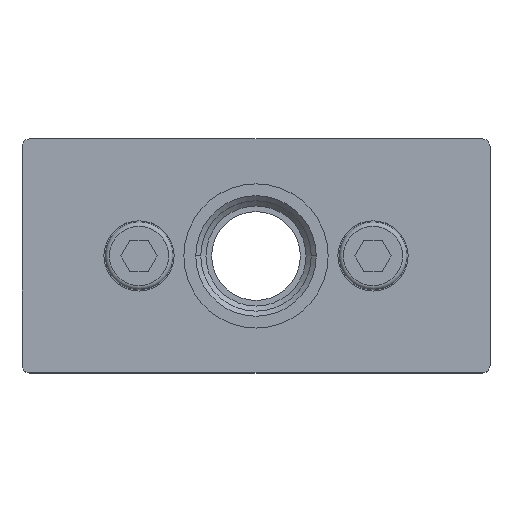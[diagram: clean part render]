
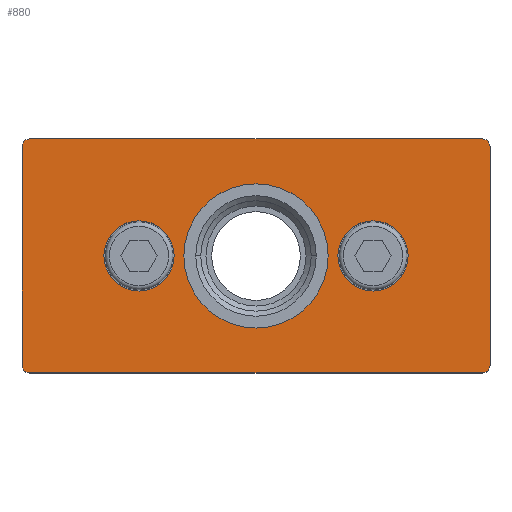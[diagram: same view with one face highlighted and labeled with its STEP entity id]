
A CAD part, top view. The second image highlights one B-rep face of the part: STEP entity #880.
In plain terms, the highlighted planar face has unit normal (0, 0, 1).
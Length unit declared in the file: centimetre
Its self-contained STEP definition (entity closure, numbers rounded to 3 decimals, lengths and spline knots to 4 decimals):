
#52=FACE_BOUND('',#180,.T.);
#53=FACE_BOUND('',#181,.T.);
#54=FACE_BOUND('',#182,.T.);
#70=PLANE('',#978);
#114=FACE_OUTER_BOUND('',#179,.T.);
#179=EDGE_LOOP('',(#734,#735,#736,#737,#738,#739,#740,#741));
#180=EDGE_LOOP('',(#742));
#181=EDGE_LOOP('',(#743));
#182=EDGE_LOOP('',(#744,#745));
#231=LINE('',#1414,#299);
#235=LINE('',#1423,#303);
#245=LINE('',#1473,#313);
#246=LINE('',#1476,#314);
#299=VECTOR('',#1135,1.);
#303=VECTOR('',#1145,1.);
#313=VECTOR('',#1203,1.);
#314=VECTOR('',#1206,1.);
#359=CIRCLE('',#940,6.75);
#360=CIRCLE('',#942,6.75);
#368=CIRCLE('',#953,1.5);
#369=CIRCLE('',#956,1.5);
#378=CIRCLE('',#971,13.8684);
#381=CIRCLE('',#976,13.8684);
#382=CIRCLE('',#979,1.5);
#383=CIRCLE('',#980,1.5);
#418=VERTEX_POINT('',#1380);
#419=VERTEX_POINT('',#1384);
#431=VERTEX_POINT('',#1411);
#432=VERTEX_POINT('',#1413);
#433=VERTEX_POINT('',#1417);
#434=VERTEX_POINT('',#1421);
#435=VERTEX_POINT('',#1425);
#447=VERTEX_POINT('',#1459);
#448=VERTEX_POINT('',#1461);
#449=VERTEX_POINT('',#1471);
#450=VERTEX_POINT('',#1472);
#451=VERTEX_POINT('',#1475);
#508=EDGE_CURVE('',#418,#418,#359,.T.);
#510=EDGE_CURVE('',#419,#419,#360,.T.);
#524=EDGE_CURVE('',#432,#431,#231,.T.);
#527=EDGE_CURVE('',#431,#433,#368,.T.);
#529=EDGE_CURVE('',#433,#434,#235,.T.);
#531=EDGE_CURVE('',#434,#435,#369,.T.);
#547=EDGE_CURVE('',#448,#447,#378,.T.);
#551=EDGE_CURVE('',#447,#448,#381,.T.);
#552=EDGE_CURVE('',#449,#450,#245,.T.);
#553=EDGE_CURVE('',#450,#432,#382,.T.);
#554=EDGE_CURVE('',#435,#451,#246,.T.);
#555=EDGE_CURVE('',#451,#449,#383,.T.);
#734=ORIENTED_EDGE('',*,*,#552,.T.);
#735=ORIENTED_EDGE('',*,*,#553,.T.);
#736=ORIENTED_EDGE('',*,*,#524,.T.);
#737=ORIENTED_EDGE('',*,*,#527,.T.);
#738=ORIENTED_EDGE('',*,*,#529,.T.);
#739=ORIENTED_EDGE('',*,*,#531,.T.);
#740=ORIENTED_EDGE('',*,*,#554,.T.);
#741=ORIENTED_EDGE('',*,*,#555,.T.);
#742=ORIENTED_EDGE('',*,*,#508,.T.);
#743=ORIENTED_EDGE('',*,*,#510,.T.);
#744=ORIENTED_EDGE('',*,*,#547,.T.);
#745=ORIENTED_EDGE('',*,*,#551,.T.);
#880=ADVANCED_FACE('',(#114,#52,#53,#54),#70,.T.);
#940=AXIS2_PLACEMENT_3D('',#1381,#1104,#1105);
#942=AXIS2_PLACEMENT_3D('',#1385,#1109,#1110);
#953=AXIS2_PLACEMENT_3D('',#1419,#1140,#1141);
#956=AXIS2_PLACEMENT_3D('',#1427,#1149,#1150);
#971=AXIS2_PLACEMENT_3D('',#1462,#1186,#1187);
#976=AXIS2_PLACEMENT_3D('',#1468,#1197,#1198);
#978=AXIS2_PLACEMENT_3D('',#1470,#1201,#1202);
#979=AXIS2_PLACEMENT_3D('',#1474,#1204,#1205);
#980=AXIS2_PLACEMENT_3D('',#1477,#1207,#1208);
#1104=DIRECTION('center_axis',(0.,0.,-1.));
#1105=DIRECTION('ref_axis',(1.,0.,0.));
#1109=DIRECTION('center_axis',(0.,0.,-1.));
#1110=DIRECTION('ref_axis',(1.,0.,0.));
#1135=DIRECTION('',(0.,1.,0.));
#1140=DIRECTION('center_axis',(0.,0.,1.));
#1141=DIRECTION('ref_axis',(1.,0.,0.));
#1145=DIRECTION('',(-1.,0.,0.));
#1149=DIRECTION('center_axis',(0.,0.,1.));
#1150=DIRECTION('ref_axis',(0.,1.,0.));
#1186=DIRECTION('center_axis',(0.,0.,-1.));
#1187=DIRECTION('ref_axis',(-1.,0.,0.));
#1197=DIRECTION('center_axis',(0.,0.,-1.));
#1198=DIRECTION('ref_axis',(-1.,0.,0.));
#1201=DIRECTION('center_axis',(0.,0.,1.));
#1202=DIRECTION('ref_axis',(0.,-1.,0.));
#1203=DIRECTION('',(1.,0.,0.));
#1204=DIRECTION('center_axis',(0.,0.,1.));
#1205=DIRECTION('ref_axis',(0.,-1.,0.));
#1206=DIRECTION('',(0.,-1.,0.));
#1207=DIRECTION('center_axis',(0.,0.,1.));
#1208=DIRECTION('ref_axis',(-1.,0.,0.));
#1380=CARTESIAN_POINT('',(15.75,22.5,14.));
#1381=CARTESIAN_POINT('Origin',(22.5,22.5,14.));
#1384=CARTESIAN_POINT('',(60.75,22.5,14.));
#1385=CARTESIAN_POINT('Origin',(67.5,22.5,14.));
#1411=CARTESIAN_POINT('',(90.,43.5,14.));
#1413=CARTESIAN_POINT('',(90.,1.5,14.));
#1414=CARTESIAN_POINT('',(90.,1.5,14.));
#1417=CARTESIAN_POINT('',(88.5,45.,14.));
#1419=CARTESIAN_POINT('Origin',(88.5,43.5,14.));
#1421=CARTESIAN_POINT('',(1.5,45.,14.));
#1423=CARTESIAN_POINT('',(88.5,45.,14.));
#1425=CARTESIAN_POINT('',(0.,43.5,14.));
#1427=CARTESIAN_POINT('Origin',(1.5,43.5,14.));
#1459=CARTESIAN_POINT('',(58.8684,22.5,14.));
#1461=CARTESIAN_POINT('',(31.1316,22.5,14.));
#1462=CARTESIAN_POINT('Origin',(45.,22.5,14.));
#1468=CARTESIAN_POINT('Origin',(45.,22.5,14.));
#1470=CARTESIAN_POINT('Origin',(30.,41.55,14.));
#1471=CARTESIAN_POINT('',(1.5,0.,14.));
#1472=CARTESIAN_POINT('',(88.5,0.,14.));
#1473=CARTESIAN_POINT('',(1.5,0.,14.));
#1474=CARTESIAN_POINT('Origin',(88.5,1.5,14.));
#1475=CARTESIAN_POINT('',(0.,1.5,14.));
#1476=CARTESIAN_POINT('',(0.,66.,14.));
#1477=CARTESIAN_POINT('Origin',(1.5,1.5,14.));
